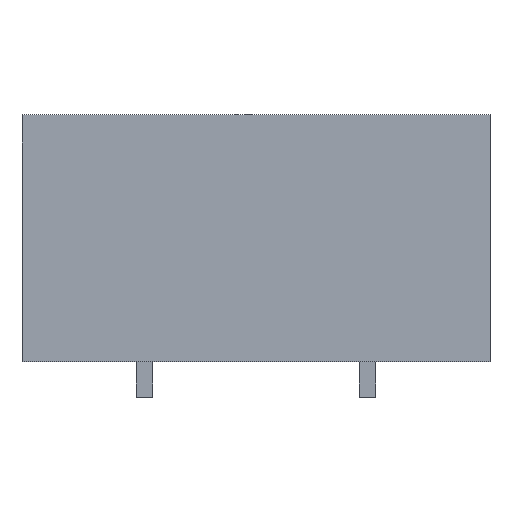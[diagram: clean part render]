
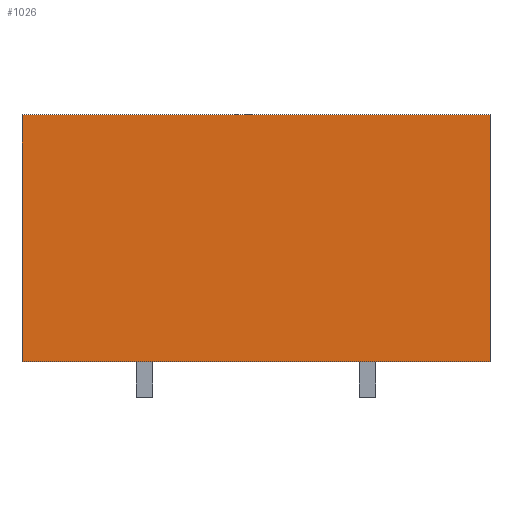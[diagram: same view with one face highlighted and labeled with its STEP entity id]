
A CAD part, front view. The second image highlights one B-rep face of the part: STEP entity #1026.
In plain terms, the highlighted planar face has unit normal (0, -1, 0).
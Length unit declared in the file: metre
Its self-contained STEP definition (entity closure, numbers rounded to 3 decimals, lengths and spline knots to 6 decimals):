
#104=ORIENTED_EDGE('',*,*,#366,.F.);
#105=ORIENTED_EDGE('',*,*,#349,.F.);
#106=ORIENTED_EDGE('',*,*,#334,.T.);
#107=ORIENTED_EDGE('',*,*,#367,.T.);
#334=EDGE_CURVE('',#471,#470,#574,.T.);
#349=EDGE_CURVE('',#471,#485,#589,.T.);
#366=EDGE_CURVE('',#485,#500,#606,.T.);
#367=EDGE_CURVE('',#470,#500,#607,.T.);
#470=VERTEX_POINT('',#1518);
#471=VERTEX_POINT('',#1520);
#485=VERTEX_POINT('',#1551);
#500=VERTEX_POINT('',#1585);
#574=LINE('',#1519,#718);
#589=LINE('',#1550,#733);
#606=LINE('',#1584,#750);
#607=LINE('',#1586,#751);
#718=VECTOR('',#1246,1.);
#733=VECTOR('',#1265,1.);
#750=VECTOR('',#1286,1.);
#751=VECTOR('',#1287,1.);
#852=EDGE_LOOP('',(#104,#105,#106,#107));
#910=FACE_BOUND('',#852,.T.);
#968=PLANE('',#1144);
#1026=ADVANCED_FACE('',(#910),#968,.T.);
#1144=AXIS2_PLACEMENT_3D('',#1583,#1284,#1285);
#1246=DIRECTION('',(-1.,0.,0.));
#1265=DIRECTION('',(0.,0.,-1.));
#1284=DIRECTION('',(0.,-1.,0.));
#1285=DIRECTION('',(0.,0.,-1.));
#1286=DIRECTION('',(-1.,0.,0.));
#1287=DIRECTION('',(0.,0.,-1.));
#1518=CARTESIAN_POINT('',(-0.0199,-0.0388,0.021));
#1519=CARTESIAN_POINT('',(0.,-0.0388,0.021));
#1520=CARTESIAN_POINT('',(0.0199,-0.0388,0.021));
#1550=CARTESIAN_POINT('',(0.0199,-0.0388,0.021));
#1551=CARTESIAN_POINT('',(0.0199,-0.0388,0.));
#1583=CARTESIAN_POINT('',(0.,-0.0388,0.021));
#1584=CARTESIAN_POINT('',(0.,-0.0388,0.));
#1585=CARTESIAN_POINT('',(-0.0199,-0.0388,0.));
#1586=CARTESIAN_POINT('',(-0.0199,-0.0388,0.021));
